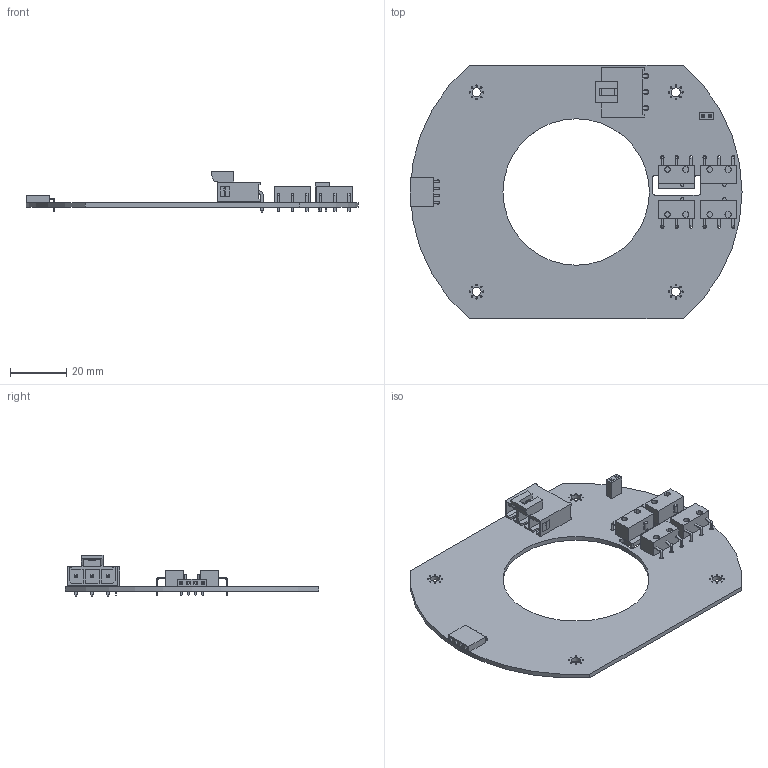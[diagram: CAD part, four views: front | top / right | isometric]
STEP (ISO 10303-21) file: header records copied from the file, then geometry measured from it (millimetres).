
FILE_DESCRIPTION(('KiCad electronic assembly'),'2;1');
FILE_NAME('uHoubolt_PCB_PowerSwitch.step','2021-12-09T23:25:44',( 'An Author'),('A Company'),'Open CASCADE STEP processor 7.5', 'KiCad to STEP converter','Unknown');
FILE_SCHEMA(('AUTOMOTIVE_DESIGN { 1 0 10303 214 1 1 1 1 }'));
Length unit declared in the file: millimetre
Products named in the file (12): Open CASCADE STEP translator 7.5 1; PinSocket_1x02_P2.54mm_Vertical; SOLID; 2002411223; PinSocket_1x04_P2.54mm_Horizontal; D2F_A1; COMPOUND; D2F_A
Assembly tree (13 placements, depth 3):
  Open CASCADE STEP translator 7.5 1
    PinSocket_1x02_P2.54mm_Vertical
      SOLID
    2002411223
      SOLID
    PinSocket_1x04_P2.54mm_Horizontal
      SOLID
    D2F_A1  x2
      COMPOUND
    D2F_A  x2
      COMPOUND
    COMPOUND
Bounding box: 117.93 x 90 x 14.7 mm (x, y, z)
Volume: 14778 mm3; surface area: 20604.7 mm2
Topology: 12 solids, 12 shells, 765 faces, 2035 edges, 1334 vertices
Faces by surface type: plane 564, cylinder 174, torus 16, bspline 11
Full cylindrical faces by diameter (mm): 0.5 x32, 1 x6, 1.2 x12, 1.8 x3, 3.1 x2, 3.2 x4, 52 x1
Entity records: 48392 total; most frequent: CARTESIAN_POINT 10505, DIRECTION 6743, LINE 4643, VECTOR 4643, ORIENTED_EDGE 3554, PCURVE 3554, DEFINITIONAL_REPRESENTATION 3554, EDGE_CURVE 1777
